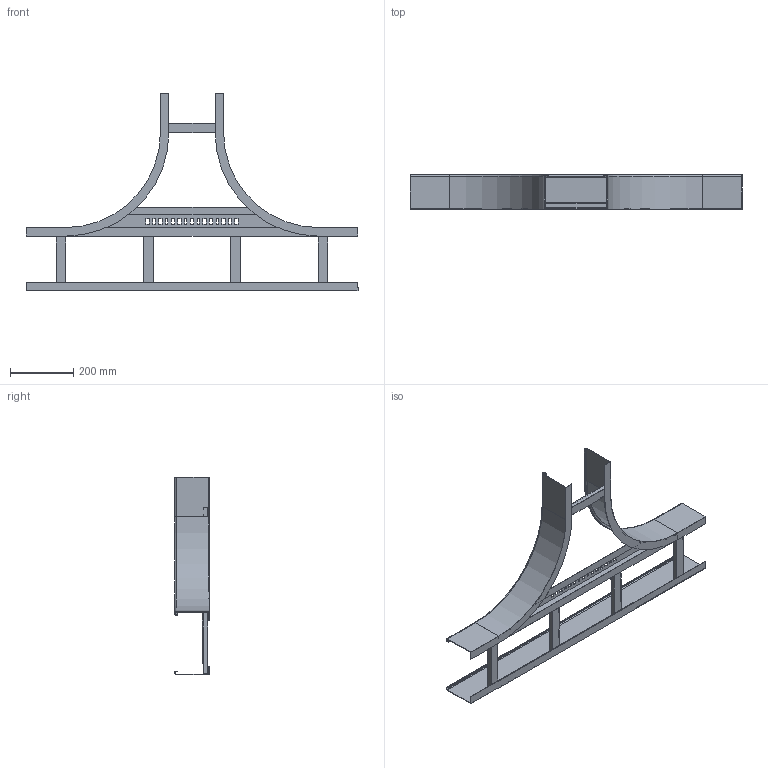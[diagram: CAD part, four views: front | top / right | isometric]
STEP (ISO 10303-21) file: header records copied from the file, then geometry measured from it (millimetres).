
FILE_DESCRIPTION (( 'STEP AP214' ), '1' );
FILE_NAME ('6225350.stp', '2017-03-24T06:47:41', ( '' ), ( '' ), 'SwSTEP 2.0', 'SolidWorks 2016', '' );
FILE_SCHEMA (( 'AUTOMOTIVE_DESIGN' ));
Length unit declared in the file: millimetre
Products named in the file (5): 087829_Gegenholm 110x1050; 082108_L193; 085502_St》zprofil f〉 R300 NB200; 087827_Innenholm 110xR300; 6225350
Assembly tree (9 placements, depth 2):
  6225350
    087827_Innenholm 110xR300  x2
    085502_St》zprofil f〉 R300 NB200
    082108_L193  x5
    087829_Gegenholm 110x1050
Bounding box: 1050 x 110 x 625 mm (x, y, z)
Volume: 1013443.8 mm3; surface area: 1035619.4 mm2
Topology: 9 solids, 9 shells, 334 faces, 900 edges, 584 vertices
Faces by surface type: plane 296, cylinder 26, bspline 8, torus 4
Entity records: 6728 total; most frequent: CARTESIAN_POINT 2026, ORIENTED_EDGE 964, DIRECTION 848, EDGE_CURVE 482, VECTOR 416, LINE 416, VERTEX_POINT 312, AXIS2_PLACEMENT_3D 216
